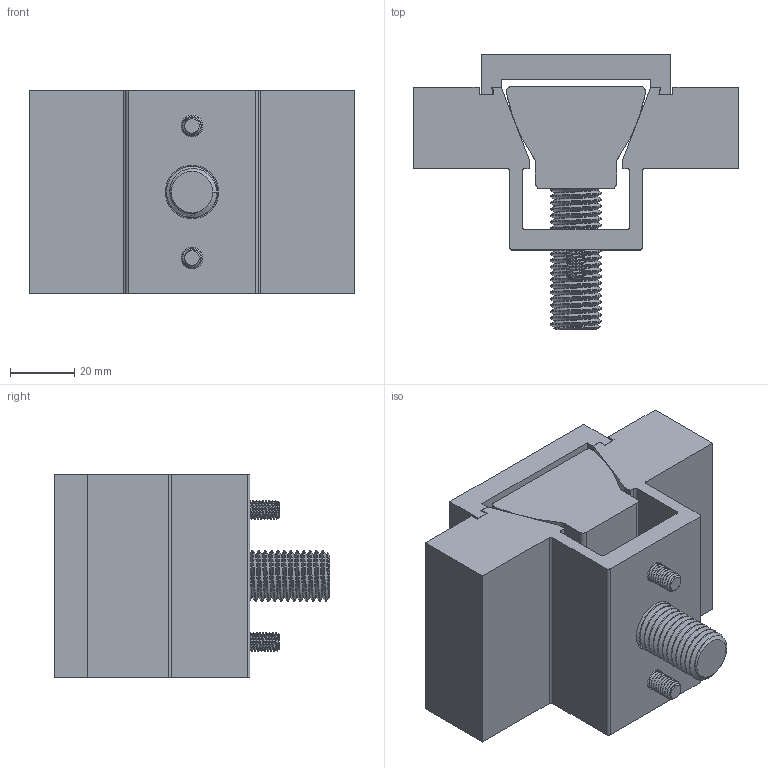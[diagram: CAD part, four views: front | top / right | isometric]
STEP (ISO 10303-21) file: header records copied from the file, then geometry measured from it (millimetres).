
FILE_DESCRIPTION (( 'STEP AP214' ), '1' );
FILE_NAME ('80200.STEP', '2020-01-20T21:11:12', ( 'Mike W' ), ( '' ), 'SwSTEP 2.0', 'SolidWorks 2018', '' );
FILE_SCHEMA (( 'AUTOMOTIVE_DESIGN' ));
Length unit declared in the file: inch
Products named in the file (6): 60350_60350; 60180_60180; 80200; 820001_820001; M616MM FHCS_M616MM FHCS ; 60185_60185
Assembly tree (6 placements, depth 2):
  80200
    60180_60180
    60350_60350
    60185_60185
    M616MM FHCS_M616MM FHCS   x2
    820001_820001
Bounding box: 101.6 x 85.98 x 63.5 mm (x, y, z)
Volume: 231071.3 mm3; surface area: 60855.8 mm2
Topology: 6 solids, 6 shells, 391 faces, 1065 edges, 691 vertices
Faces by surface type: cylinder 258, plane 77, cone 50, bspline 6
Entity records: 14776 total; most frequent: CARTESIAN_POINT 7521, ORIENTED_EDGE 1718, DIRECTION 1240, EDGE_CURVE 859, VERTEX_POINT 559, AXIS2_PLACEMENT_3D 432, LINE 376, VECTOR 376
